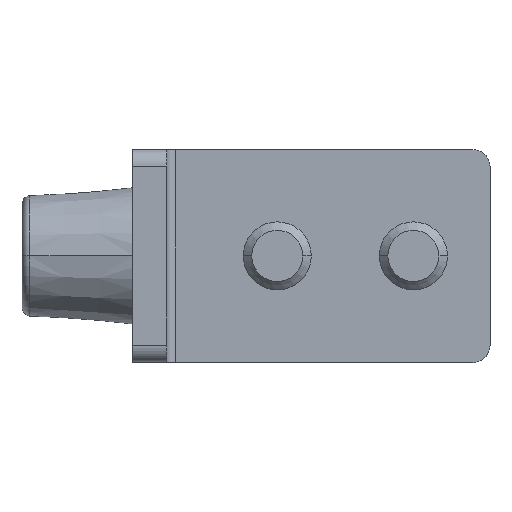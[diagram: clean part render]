
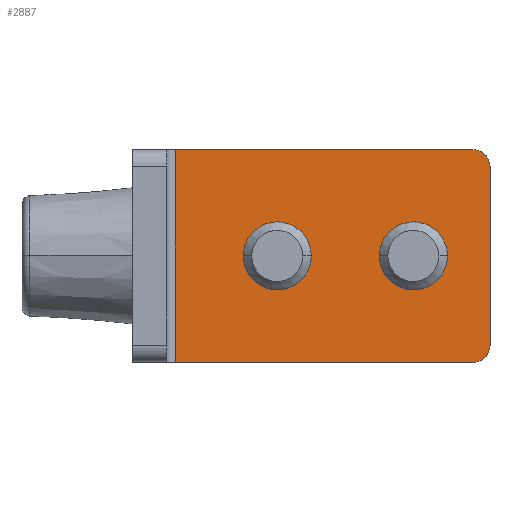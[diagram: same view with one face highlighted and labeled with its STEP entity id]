
A CAD part, top view. The second image highlights one B-rep face of the part: STEP entity #2887.
In plain terms, the highlighted planar face has unit normal (0, 0, 1).
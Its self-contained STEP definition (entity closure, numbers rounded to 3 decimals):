
#22 = LINE ( 'NONE', #2075, #1906 ) ;
#33 = ORIENTED_EDGE ( 'NONE', *, *, #1784, .T. ) ;
#44 = EDGE_CURVE ( 'NONE', #2830, #1529, #2041, .T. ) ;
#84 = CARTESIAN_POINT ( 'NONE',  ( 42., 10.5, 4. ) ) ;
#132 = DIRECTION ( 'NONE',  ( -1., 0., 0. ) ) ;
#183 = CARTESIAN_POINT ( 'NONE',  ( 42., -10.5, 4. ) ) ;
#186 = DIRECTION ( 'NONE',  ( -1., 0., 0. ) ) ;
#197 = AXIS2_PLACEMENT_3D ( 'NONE', #1260, #2906, #132 ) ;
#228 = DIRECTION ( 'NONE',  ( 0., -1., 0. ) ) ;
#273 = EDGE_CURVE ( 'NONE', #1529, #2830, #695, .T. ) ;
#317 = CARTESIAN_POINT ( 'NONE',  ( 36.324, 0., 4. ) ) ;
#378 = DIRECTION ( 'NONE',  ( -1., 0., 0. ) ) ;
#399 = CARTESIAN_POINT ( 'NONE',  ( 33., 0., 4. ) ) ;
#439 = CARTESIAN_POINT ( 'NONE',  ( 17., 0., 4. ) ) ;
#481 = CARTESIAN_POINT ( 'NONE',  ( 13.677, 0., 4. ) ) ;
#529 = CARTESIAN_POINT ( 'NONE',  ( 5., 12.5, 4. ) ) ;
#591 = DIRECTION ( 'NONE',  ( 0., 0., -1. ) ) ;
#614 = CARTESIAN_POINT ( 'NONE',  ( 40., -12.5, 4. ) ) ;
#652 = DIRECTION ( 'NONE',  ( 0., 0., -1. ) ) ;
#695 = CIRCLE ( 'NONE', #1087, 3.324 ) ;
#705 = CIRCLE ( 'NONE', #2819, 2. ) ;
#714 = VERTEX_POINT ( 'NONE', #1778 ) ;
#734 = VERTEX_POINT ( 'NONE', #1762 ) ;
#748 = ORIENTED_EDGE ( 'NONE', *, *, #802, .T. ) ;
#771 = AXIS2_PLACEMENT_3D ( 'NONE', #1191, #2120, #2109 ) ;
#802 = EDGE_CURVE ( 'NONE', #1016, #2183, #2636, .T. ) ;
#815 = VECTOR ( 'NONE', #2350, 1000. ) ;
#848 = PLANE ( 'NONE',  #1236 ) ;
#850 = CARTESIAN_POINT ( 'NONE',  ( 40., -10.5, 4. ) ) ;
#880 = ORIENTED_EDGE ( 'NONE', *, *, #273, .T. ) ;
#915 = VECTOR ( 'NONE', #2150, 1000. ) ;
#1016 = VERTEX_POINT ( 'NONE', #317 ) ;
#1022 = EDGE_LOOP ( 'NONE', ( #2909, #748 ) ) ;
#1072 = DIRECTION ( 'NONE',  ( -1., 0., 0. ) ) ;
#1077 = VERTEX_POINT ( 'NONE', #84 ) ;
#1080 = DIRECTION ( 'NONE',  ( -1., 0., 0. ) ) ;
#1087 = AXIS2_PLACEMENT_3D ( 'NONE', #1984, #1322, #1072 ) ;
#1191 = CARTESIAN_POINT ( 'NONE',  ( 33., 0., 4. ) ) ;
#1202 = VECTOR ( 'NONE', #2527, 1000. ) ;
#1204 = ORIENTED_EDGE ( 'NONE', *, *, #2199, .F. ) ;
#1226 = CARTESIAN_POINT ( 'NONE',  ( 5., 12.5, 4. ) ) ;
#1236 = AXIS2_PLACEMENT_3D ( 'NONE', #2242, #652, #186 ) ;
#1238 = VERTEX_POINT ( 'NONE', #614 ) ;
#1260 = CARTESIAN_POINT ( 'NONE',  ( 40., 10.5, 4. ) ) ;
#1264 = EDGE_LOOP ( 'NONE', ( #880, #2022 ) ) ;
#1311 = DIRECTION ( 'NONE',  ( -1., 0., 0. ) ) ;
#1322 = DIRECTION ( 'NONE',  ( 0., 0., -1. ) ) ;
#1402 = CARTESIAN_POINT ( 'NONE',  ( 0., -12.5, 4. ) ) ;
#1438 = LINE ( 'NONE', #2537, #815 ) ;
#1526 = EDGE_CURVE ( 'NONE', #2355, #714, #1438, .T. ) ;
#1529 = VERTEX_POINT ( 'NONE', #481 ) ;
#1632 = AXIS2_PLACEMENT_3D ( 'NONE', #399, #591, #1311 ) ;
#1752 = ORIENTED_EDGE ( 'NONE', *, *, #1897, .T. ) ;
#1762 = CARTESIAN_POINT ( 'NONE',  ( 5., -12.5, 4. ) ) ;
#1767 = FACE_BOUND ( 'NONE', #1264, .T. ) ;
#1778 = CARTESIAN_POINT ( 'NONE',  ( 40., 12.5, 4. ) ) ;
#1784 = EDGE_CURVE ( 'NONE', #734, #1238, #2080, .T. ) ;
#1897 = EDGE_CURVE ( 'NONE', #2355, #734, #2845, .T. ) ;
#1906 = VECTOR ( 'NONE', #228, 1000. ) ;
#1984 = CARTESIAN_POINT ( 'NONE',  ( 17., 0., 4. ) ) ;
#2020 = EDGE_CURVE ( 'NONE', #2183, #1016, #2069, .T. ) ;
#2022 = ORIENTED_EDGE ( 'NONE', *, *, #44, .T. ) ;
#2041 = CIRCLE ( 'NONE', #2084, 3.324 ) ;
#2069 = CIRCLE ( 'NONE', #771, 3.324 ) ;
#2075 = CARTESIAN_POINT ( 'NONE',  ( 42., 12.5, 4. ) ) ;
#2080 = LINE ( 'NONE', #1402, #1202 ) ;
#2084 = AXIS2_PLACEMENT_3D ( 'NONE', #439, #2189, #378 ) ;
#2109 = DIRECTION ( 'NONE',  ( -1., 0., 0. ) ) ;
#2112 = EDGE_CURVE ( 'NONE', #1077, #714, #2679, .T. ) ;
#2120 = DIRECTION ( 'NONE',  ( 0., 0., -1. ) ) ;
#2150 = DIRECTION ( 'NONE',  ( 0., -1., 0. ) ) ;
#2183 = VERTEX_POINT ( 'NONE', #2944 ) ;
#2189 = DIRECTION ( 'NONE',  ( 0., 0., -1. ) ) ;
#2199 = EDGE_CURVE ( 'NONE', #1077, #2511, #22, .T. ) ;
#2242 = CARTESIAN_POINT ( 'NONE',  ( 0., 12.5, 4. ) ) ;
#2257 = FACE_BOUND ( 'NONE', #1022, .T. ) ;
#2304 = ORIENTED_EDGE ( 'NONE', *, *, #2499, .T. ) ;
#2306 = EDGE_LOOP ( 'NONE', ( #1204, #2864, #2330, #1752, #33, #2304 ) ) ;
#2330 = ORIENTED_EDGE ( 'NONE', *, *, #1526, .F. ) ;
#2350 = DIRECTION ( 'NONE',  ( 1., 0., 0. ) ) ;
#2355 = VERTEX_POINT ( 'NONE', #1226 ) ;
#2499 = EDGE_CURVE ( 'NONE', #1238, #2511, #705, .T. ) ;
#2511 = VERTEX_POINT ( 'NONE', #183 ) ;
#2527 = DIRECTION ( 'NONE',  ( 1., 0., 0. ) ) ;
#2537 = CARTESIAN_POINT ( 'NONE',  ( 0., 12.5, 4. ) ) ;
#2636 = CIRCLE ( 'NONE', #1632, 3.324 ) ;
#2679 = CIRCLE ( 'NONE', #197, 2. ) ;
#2689 = CARTESIAN_POINT ( 'NONE',  ( 20.324, 0., 4. ) ) ;
#2690 = DIRECTION ( 'NONE',  ( 0., 0., 1. ) ) ;
#2819 = AXIS2_PLACEMENT_3D ( 'NONE', #850, #2690, #1080 ) ;
#2830 = VERTEX_POINT ( 'NONE', #2689 ) ;
#2845 = LINE ( 'NONE', #529, #915 ) ;
#2864 = ORIENTED_EDGE ( 'NONE', *, *, #2112, .T. ) ;
#2887 = ADVANCED_FACE ( 'NONE', ( #1767, #2257, #2952 ), #848, .F. ) ;
#2906 = DIRECTION ( 'NONE',  ( 0., 0., 1. ) ) ;
#2909 = ORIENTED_EDGE ( 'NONE', *, *, #2020, .T. ) ;
#2944 = CARTESIAN_POINT ( 'NONE',  ( 29.677, 0., 4. ) ) ;
#2952 = FACE_OUTER_BOUND ( 'NONE', #2306, .T. ) ;
